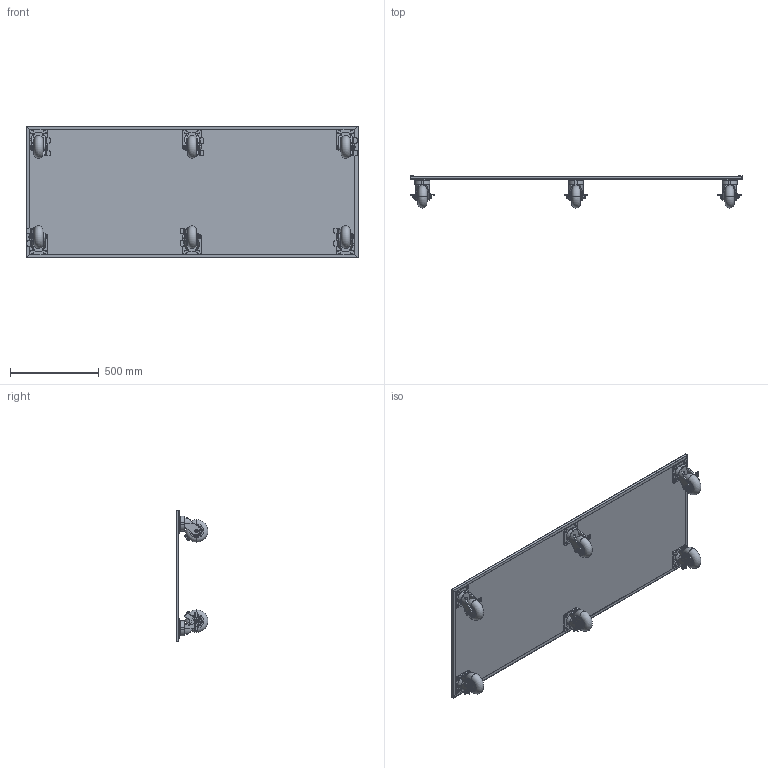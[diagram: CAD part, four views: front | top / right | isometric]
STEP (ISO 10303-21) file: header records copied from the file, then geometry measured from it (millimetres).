
FILE_DESCRIPTION (( 'STEP AP214' ), '1' );
FILE_NAME ('Cart Thing.STEP', '2025-04-01T15:32:38', ( '' ), ( '' ), 'SwSTEP 2.0', 'SolidWorks 2024', '' );
FILE_SCHEMA (( 'AUTOMOTIVE_DESIGN' ));
Length unit declared in the file: inch
Products named in the file (5): Plywood Panels_Cart Thing; 2793N22_High-Capacity Easy-Turn Caster with Polyurethane Wheel_2793N22; Cart Thing; U-shape Extrusion (Non-Corner Edges)_Horizontal Front Cover; U-shape Extrusion (Non-Corner Edges)_Along Z Cart Thing
Assembly tree (11 placements, depth 2):
  Cart Thing
    Plywood Panels_Cart Thing
    U-shape Extrusion (Non-Corner Edges)_Horizontal Front Cover  x2
    U-shape Extrusion (Non-Corner Edges)_Along Z Cart Thing  x2
    2793N22_High-Capacity Easy-Turn Caster with Polyurethane Wheel_2793N22  x6
Bounding box: 1870.2 x 179.45 x 743.08 mm (x, y, z)
Volume: 21671089.7 mm3; surface area: 4184172.2 mm2
Topology: 35 solids, 35 shells, 2122 faces, 5346 edges, 3420 vertices
Faces by surface type: plane 1096, cylinder 510, cone 240, torus 168, bspline 108
Entity records: 12808 total; most frequent: CARTESIAN_POINT 3641, ORIENTED_EDGE 1866, DIRECTION 1828, EDGE_CURVE 933, AXIS2_PLACEMENT_3D 633, VERTEX_POINT 598, LINE 562, VECTOR 562
